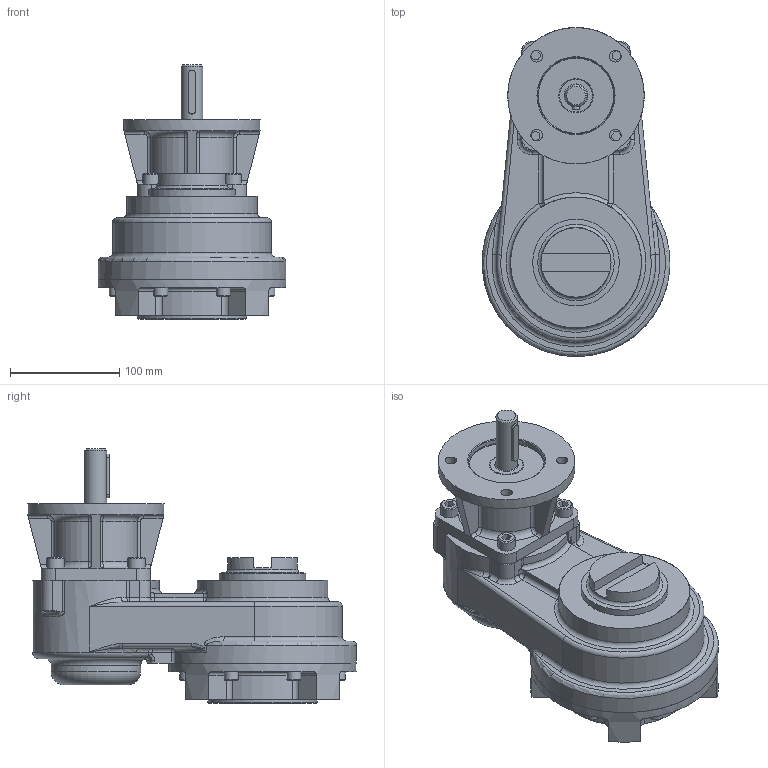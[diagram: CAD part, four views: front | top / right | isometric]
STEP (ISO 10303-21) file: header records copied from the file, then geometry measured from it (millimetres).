
FILE_DESCRIPTION( ( 'Unknown' ), '1' );
FILE_NAME( 'PUBIS3-F10-F14_simplified.stp', 'Unknown', ( 'Unknown' ), ( 'Unknown' ), 'PSStep 15.0.49', 'Unknown', ' ' );
FILE_SCHEMA( ( 'AUTOMOTIVE_DESIGN { 1 0 10303 214 1 1 1 1 }' ) );
Length unit declared in the file: millimetre
Products named in the file (21): 1; 2; 3; 4; 5; 6; 7; 8; 9; 10; 11; 12; 13; 14; 15; 16; 17; 18; 19; 20; 21
Bounding box: 172 x 301.2 x 233.5 mm (x, y, z)
Surface area: 250066.7 mm2 (no closed solid volume)
Topology: 0 solids, 443 shells, 443 faces, 2096 edges, 2017 vertices
Faces by surface type: plane 176, cylinder 129, bspline 62, torus 39, cone 26, sphere 11
Full cylindrical faces by diameter (mm): 10.5 x4, 13 x8, 13.835 x4, 16 x4, 20 x1, 30 x1, 70 x1, 70.05 x1, 79.375 x1, 82 x1, 100 x1, 110 x1, 120 x1, 125 x1, 172 x1
Entity records: 36567 total; most frequent: CARTESIAN_POINT 17831, DIRECTION 3087, VERTEX_POINT 1994, ORIENTED_EDGE 1990, EDGE_CURVE 1990, AXIS2_PLACEMENT_3D 1102, LINE 883, VECTOR 883
